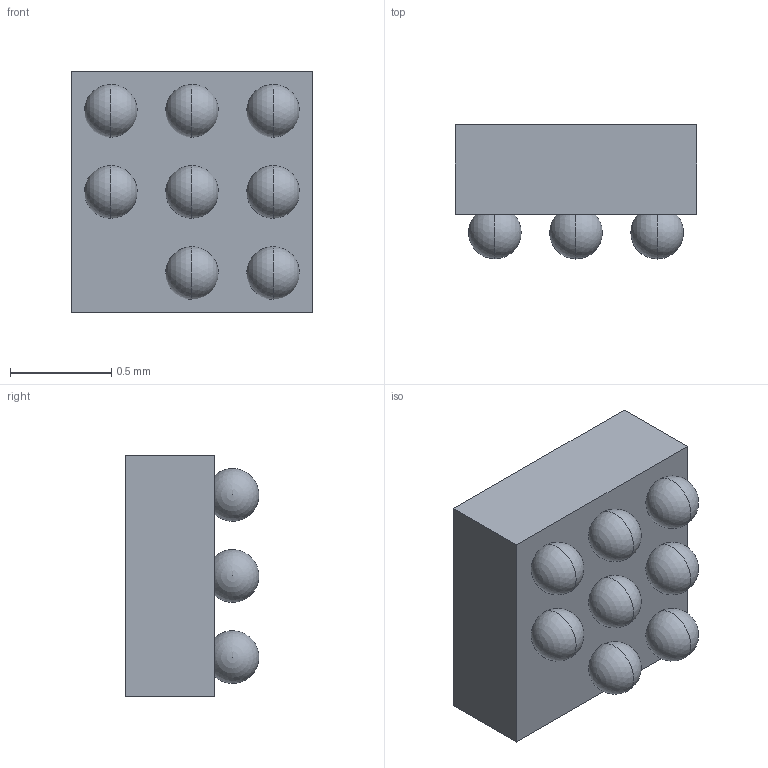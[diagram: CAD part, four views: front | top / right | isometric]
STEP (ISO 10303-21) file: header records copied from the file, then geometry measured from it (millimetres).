
FILE_DESCRIPTION (( 'STEP AP214' ), '1' );
FILE_NAME ('IP5306.STEP', '2023-09-29T16:37:48', ( '' ), ( '' ), 'SwSTEP 2.0', 'SolidWorks 2021', '' );
FILE_SCHEMA (( 'AUTOMOTIVE_DESIGN' ));
Length unit declared in the file: millimetre
Products named in the file (1): IP5306
Bounding box: 1.19 x 0.66 x 1.19 mm (x, y, z)
Volume: 0.7 mm3; surface area: 6.7 mm2
Topology: 10 solids, 10 shells, 37 faces, 96 edges, 64 vertices
Faces by surface type: plane 17, sphere 16, cylinder 4
Entity records: 969 total; most frequent: DIRECTION 172, CARTESIAN_POINT 134, ORIENTED_EDGE 112, AXIS2_PLACEMENT_3D 78, EDGE_CURVE 56, VERTEX_POINT 40, CIRCLE 40, EDGE_LOOP 38
